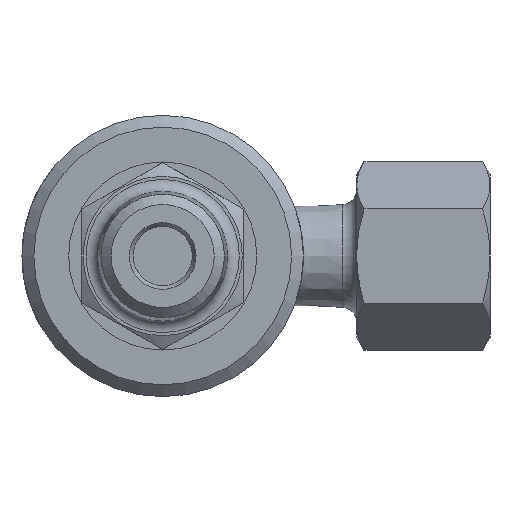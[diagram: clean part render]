
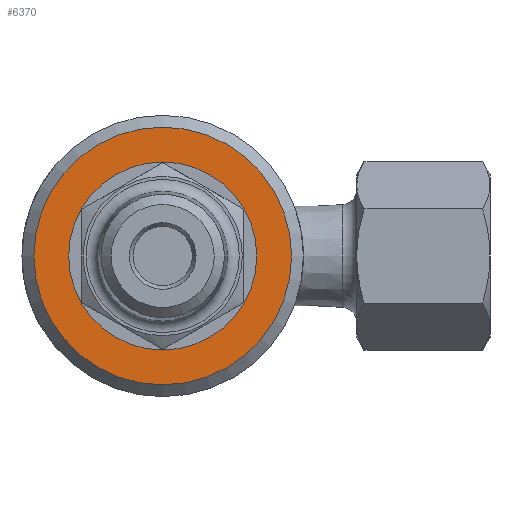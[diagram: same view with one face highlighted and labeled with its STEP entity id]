
A CAD part, left-side view. The second image highlights one B-rep face of the part: STEP entity #6370.
In plain terms, the highlighted planar face has unit normal (-1, 0, 0).
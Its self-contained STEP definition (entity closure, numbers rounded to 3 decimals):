
#1458=FACE_BOUND('',#1981,.T.);
#1586=FACE_OUTER_BOUND('',#1980,.T.);
#1980=EDGE_LOOP('',(#4647));
#1981=EDGE_LOOP('',(#4648,#4649));
#2343=CIRCLE('',#6763,12.7);
#2344=CIRCLE('',#6764,12.7);
#2413=CIRCLE('',#6889,17.4);
#2624=VERTEX_POINT('',#8763);
#2625=VERTEX_POINT('',#8764);
#2727=VERTEX_POINT('',#9346);
#3306=EDGE_CURVE('',#2624,#2625,#2343,.T.);
#3307=EDGE_CURVE('',#2625,#2624,#2344,.T.);
#3457=EDGE_CURVE('',#2727,#2727,#2413,.T.);
#4647=ORIENTED_EDGE('',*,*,#3457,.F.);
#4648=ORIENTED_EDGE('',*,*,#3306,.T.);
#4649=ORIENTED_EDGE('',*,*,#3307,.T.);
#6200=PLANE('',#6890);
#6370=ADVANCED_FACE('',(#1586,#1458),#6200,.T.);
#6763=AXIS2_PLACEMENT_3D('',#8765,#7391,#7392);
#6764=AXIS2_PLACEMENT_3D('',#8766,#7393,#7394);
#6889=AXIS2_PLACEMENT_3D('',#9348,#7676,#7677);
#6890=AXIS2_PLACEMENT_3D('',#9349,#7678,#7679);
#7391=DIRECTION('center_axis',(1.,0.,0.));
#7392=DIRECTION('ref_axis',(0.,1.,0.));
#7393=DIRECTION('center_axis',(1.,0.,0.));
#7394=DIRECTION('ref_axis',(0.,1.,0.));
#7676=DIRECTION('center_axis',(1.,0.,0.));
#7677=DIRECTION('ref_axis',(0.,-1.,0.));
#7678=DIRECTION('center_axis',(-1.,0.,0.));
#7679=DIRECTION('ref_axis',(0.,0.,1.));
#8763=CARTESIAN_POINT('',(0.,12.7,0.));
#8764=CARTESIAN_POINT('',(0.,-12.7,0.));
#8765=CARTESIAN_POINT('Origin',(0.,0.,0.));
#8766=CARTESIAN_POINT('Origin',(0.,0.,0.));
#9346=CARTESIAN_POINT('',(0.,17.4,0.));
#9348=CARTESIAN_POINT('Origin',(0.,0.,0.));
#9349=CARTESIAN_POINT('Origin',(0.,12.996,0.));
